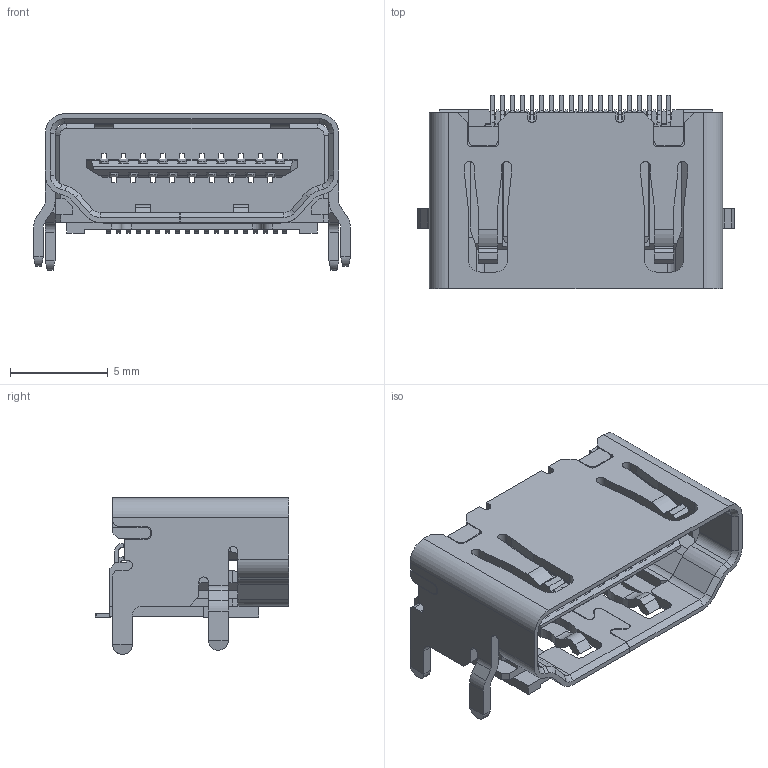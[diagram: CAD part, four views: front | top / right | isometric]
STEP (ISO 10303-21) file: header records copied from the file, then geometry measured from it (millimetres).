
FILE_DESCRIPTION(('FreeCAD Model'),'2;1');
FILE_NAME('HDMI_socket_large_pin001_sp.step','2018-05-31T21:24:54',('kicad StepUp') ,('ksu MCAD'),'Open CASCADE STEP processor 6.8','FreeCAD','Unknown');
FILE_SCHEMA(('AUTOMOTIVE_DESIGN_CC2 { 1 2 10303 214 -1 1 5 4 }'));
Products named in the file (1): HDMI_socket_large_pin001_sp
Bounding box: 16.2 x 9.9 x 8 mm (x, y, z)
Volume: 328.7 mm3; surface area: 1253.3 mm2
Topology: 1 solids, 1 shells, 1876 faces, 5564 edges, 3616 vertices
Faces by surface type: plane 1519, cylinder 347, cone 10
Entity records: 75170 total; most frequent: ORIENTED_EDGE 11128, CARTESIAN_POINT 11105, DIRECTION 9998, EDGE_CURVE 5564, LINE 4852, VECTOR 4852, VERTEX_POINT 3616, AXIS2_PLACEMENT_3D 2573
